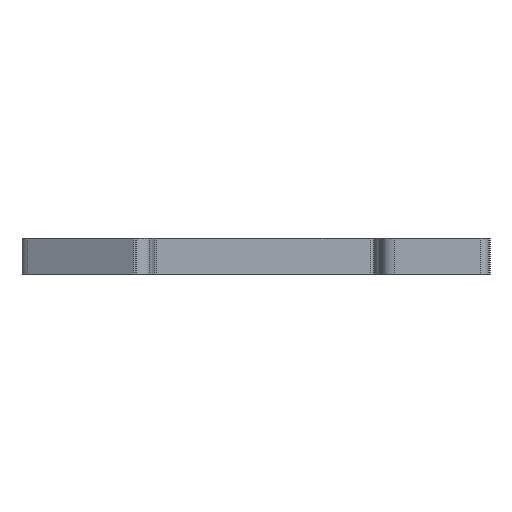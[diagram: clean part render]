
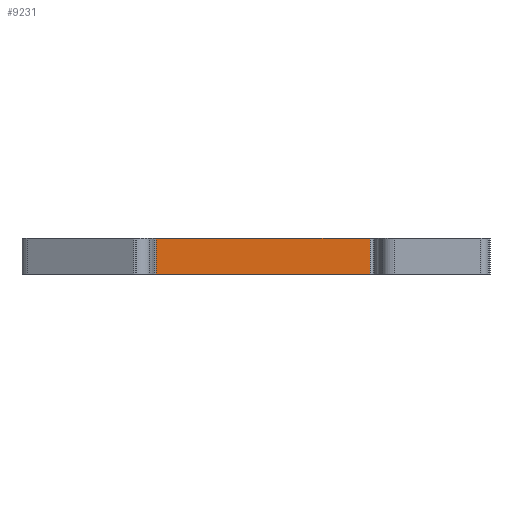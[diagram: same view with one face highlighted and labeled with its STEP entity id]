
A CAD part, front view. The second image highlights one B-rep face of the part: STEP entity #9231.
In plain terms, the highlighted planar face has unit normal (0, -1, 0).
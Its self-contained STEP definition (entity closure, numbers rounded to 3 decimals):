
#1628=DIRECTION('',(-1.,0.,0.));
#1629=VECTOR('',#1628,30.895);
#1630=CARTESIAN_POINT('',(451.265,4.333,5.2));
#1631=LINE('',#1630,#1629);
#3277=DIRECTION('',(0.,0.,1.));
#3278=VECTOR('',#3277,5.2);
#3279=CARTESIAN_POINT('',(451.265,4.333,0.));
#3280=LINE('',#3279,#3278);
#3285=DIRECTION('',(-1.,0.,0.));
#3286=VECTOR('',#3285,30.895);
#3287=CARTESIAN_POINT('',(451.265,4.333,0.));
#3288=LINE('',#3287,#3286);
#3289=DIRECTION('',(0.,0.,-1.));
#3290=VECTOR('',#3289,5.2);
#3291=CARTESIAN_POINT('',(420.37,4.333,5.2));
#3292=LINE('',#3291,#3290);
#4524=CARTESIAN_POINT('',(420.37,4.333,0.));
#4525=VERTEX_POINT('',#4524);
#4526=CARTESIAN_POINT('',(451.265,4.333,0.));
#4527=VERTEX_POINT('',#4526);
#5145=CARTESIAN_POINT('',(451.265,4.333,5.2));
#5146=VERTEX_POINT('',#5145);
#5147=CARTESIAN_POINT('',(420.37,4.333,5.2));
#5148=VERTEX_POINT('',#5147);
#9219=CARTESIAN_POINT('',(420.37,4.333,0.));
#9220=DIRECTION('',(0.,-1.,0.));
#9221=DIRECTION('',(1.,0.,0.));
#9222=AXIS2_PLACEMENT_3D('',#9219,#9220,#9221);
#9223=PLANE('',#9222);
#9225=ORIENTED_EDGE('',*,*,#9224,.F.);
#9226=ORIENTED_EDGE('',*,*,#6585,.F.);
#9227=ORIENTED_EDGE('',*,*,#9211,.F.);
#9228=ORIENTED_EDGE('',*,*,#5998,.T.);
#9229=EDGE_LOOP('',(#9225,#9226,#9227,#9228));
#9230=FACE_OUTER_BOUND('',#9229,.F.);
#9231=ADVANCED_FACE('',(#9230),#9223,.T.);
#5998=EDGE_CURVE('',#4527,#4525,#3288,.T.);
#6585=EDGE_CURVE('',#5146,#5148,#1631,.T.);
#9211=EDGE_CURVE('',#4527,#5146,#3280,.T.);
#9224=EDGE_CURVE('',#5148,#4525,#3292,.T.);
